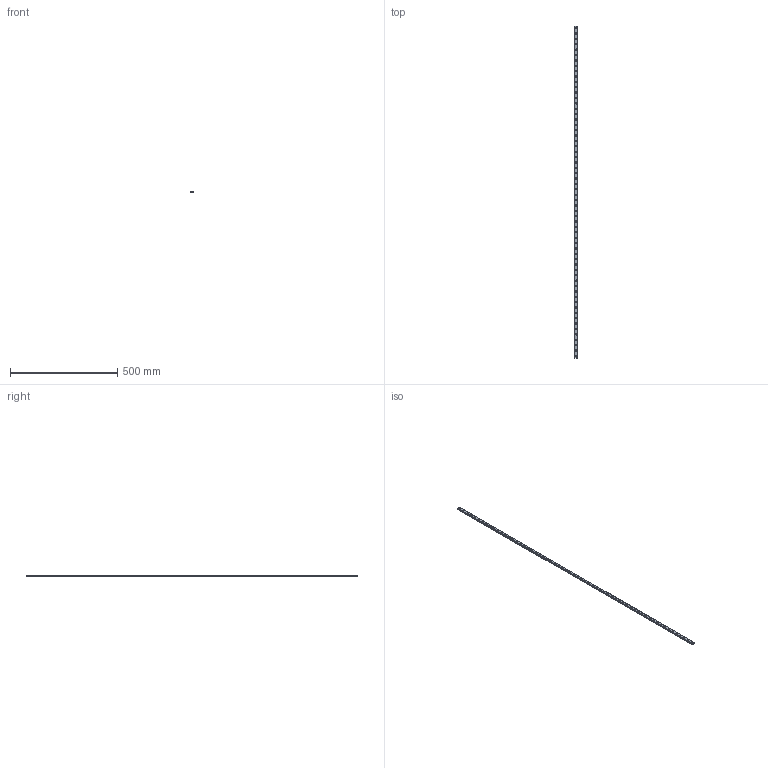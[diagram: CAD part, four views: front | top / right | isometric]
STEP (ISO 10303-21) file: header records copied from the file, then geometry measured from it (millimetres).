
FILE_DESCRIPTION(('STEP AP214'),'1');
FILE_NAME('cctmp_A2649878-6347-4A33-A171-F58992C59AD0_2021_02_19_10_10_01_0153..stp','2021-02-19T09:10:01',('HIWIN GmbH'),('CADClick - www.CADClick.com'),'Spatial InterOp 3D',' ','unknown authorization');
FILE_SCHEMA(('AUTOMOTIVE_DESIGN'));
Length unit declared in the file: millimetre
Products named in the file (1): MGNR12R1545CM_FILE
Bounding box: 12 x 1545 x 8 mm (x, y, z)
Volume: 132294.8 mm3; surface area: 76869.1 mm2
Topology: 1 solids, 1 shells, 653 faces, 1383 edges, 922 vertices
Faces by surface type: cylinder 388, plane 265
Entity records: 23161 total; most frequent: DIRECTION 3467, CARTESIAN_POINT 2959, ORIENTED_EDGE 2766, AXIS2_PLACEMENT_3D 1430, EDGE_CURVE 1383, VERTEX_POINT 922, EDGE_LOOP 843, CIRCLE 776
